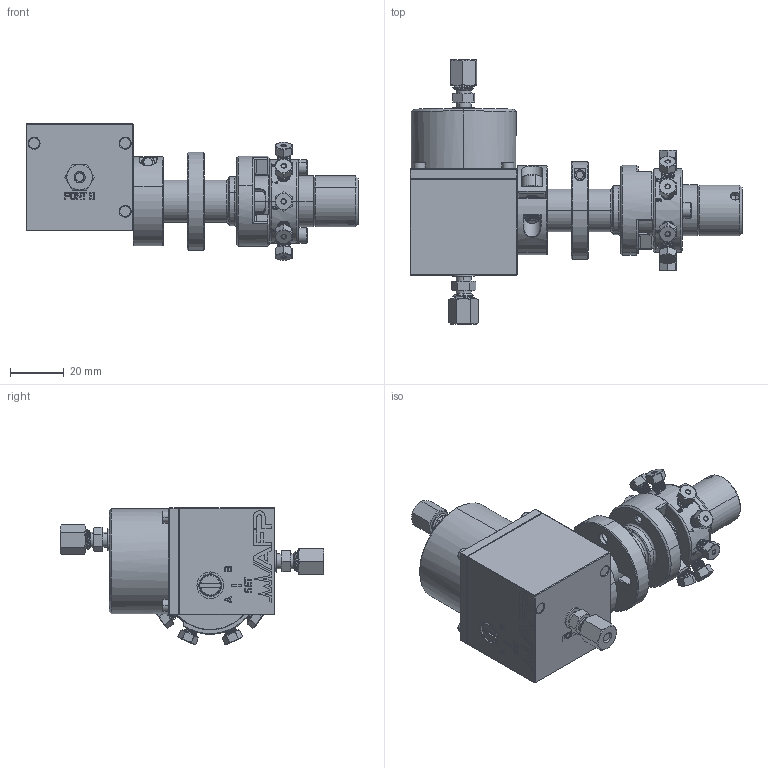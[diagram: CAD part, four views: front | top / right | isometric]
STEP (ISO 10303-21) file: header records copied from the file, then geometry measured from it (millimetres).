
FILE_DESCRIPTION (( 'STEP AP214' ), '1' );
FILE_NAME ('MRV10-16R2-0007-2P_Blank.STEP', '2024-04-19T18:51:11', ( '' ), ( '' ), 'SwSTEP 2.0', 'SolidWorks 2022', '' );
FILE_SCHEMA (( 'AUTOMOTIVE_DESIGN' ));
Length unit declared in the file: millimetre
Products named in the file (4): MPA-0001-2P_Blank; MRV10-16R2-0007-2P_Blank; AF00-9989-0000_Blank_AF00-9989-0000; MRV10-16R2-0007_Blank
Assembly tree (4 placements, depth 2):
  MRV10-16R2-0007-2P_Blank
    MPA-0001-2P_Blank
    AF00-9989-0000_Blank_AF00-9989-0000  x2
    MRV10-16R2-0007_Blank
Bounding box: 123.86 x 98.49 x 51.02 mm (x, y, z)
Volume: 135178.2 mm3; surface area: 33019.3 mm2
Topology: 5 solids, 5 shells, 2410 faces, 6367 edges, 4075 vertices
Faces by surface type: plane 1043, cylinder 629, cone 422, bspline 276, torus 40
Entity records: 115783 total; most frequent: CARTESIAN_POINT 62999, ORIENTED_EDGE 12094, DIRECTION 9447, EDGE_CURVE 6047, VERTEX_POINT 3883, AXIS2_PLACEMENT_3D 3186, VECTOR 3075, LINE 3075
